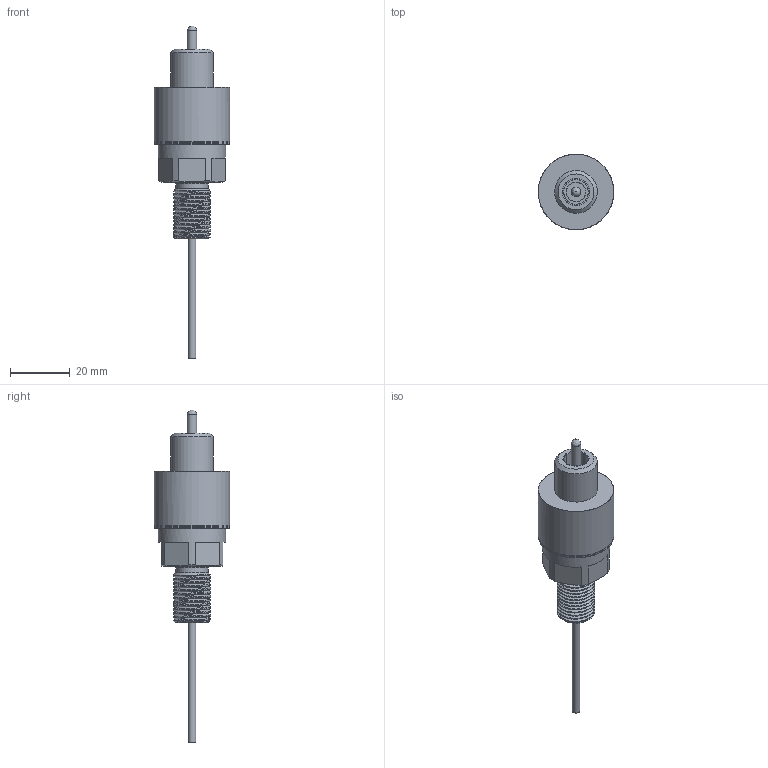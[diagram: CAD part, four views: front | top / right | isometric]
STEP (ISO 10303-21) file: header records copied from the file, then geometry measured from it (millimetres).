
FILE_DESCRIPTION(/* description */ (''),/* implementation_level */ '2;1');
FILE_NAME(/* name */ '75CXBHM.stp',/* time_stamp */ '2014-11-24T11:29:26+01:00',/* author */ ('sh'),/* organization */ (''),/* preprocessor_version */ 'ST-DEVELOPER v15.2',/* originating_system */ 'Autodesk Inventor 2014',/* authorisation */ '');
FILE_SCHEMA (('AUTOMOTIVE_DESIGN { 1 0 10303 214 3 1 1 }'));
Products named in the file (1): 75CXBHM
Bounding box: 25.35 x 25.35 x 111.18 mm (x, y, z)
Volume: 13270 mm3; surface area: 13229.6 mm2
Topology: 7 solids, 7 shells, 2236 faces, 6512 edges, 4418 vertices
Faces by surface type: cylinder 814, plane 732, torus 671, cone 13, bspline 6
Full cylindrical faces by diameter (mm): 0.381 x1, 1.753 x1, 2.261 x1, 2.54 x1, 3.175 x2, 6.045 x1, 6.452 x2, 7.62 x1, 8.255 x1, 8.306 x1, 8.458 x1, 8.915 x1, 10.312 x1, 10.922 x1, 11.1 x4, 11.811 x2, 12.065 x11, 13.03 x5, 14.275 x1, 14.351 x1, 15.875 x1, 17.462 x2, 18.872 x1, 19.05 x2, 22.555 x1, 25.349 x2
Entity records: 89575 total; most frequent: CARTESIAN_POINT 30207, ORIENTED_EDGE 12720, DIRECTION 12648, EDGE_CURVE 6360, AXIS2_PLACEMENT_3D 5351, VERTEX_POINT 4385, CIRCLE 2822, EDGE_LOOP 2497
